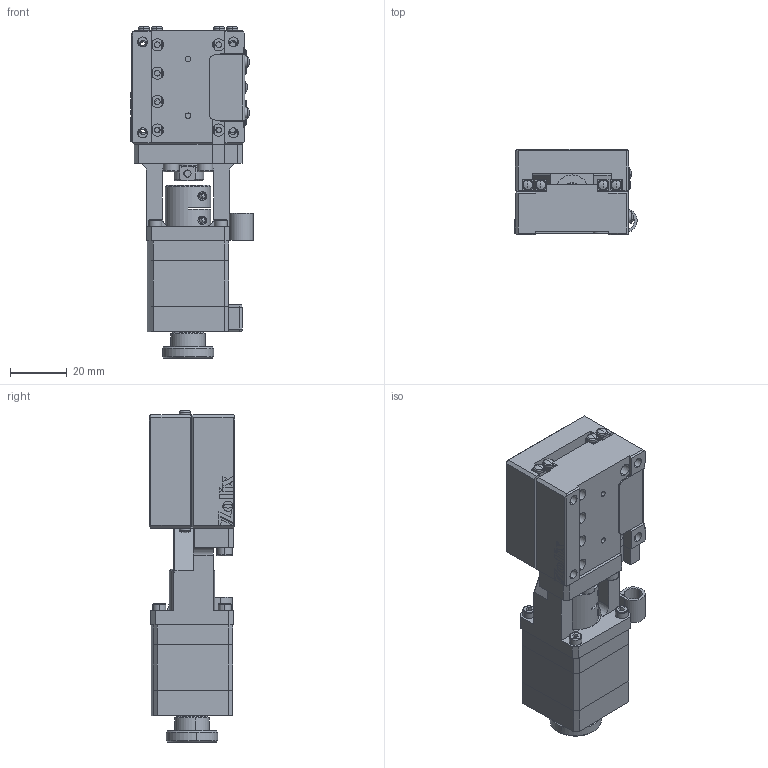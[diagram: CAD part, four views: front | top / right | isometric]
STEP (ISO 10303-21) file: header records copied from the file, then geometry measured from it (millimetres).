
FILE_DESCRIPTION (( 'STEP AP203' ), '1' );
FILE_NAME ('CXP15-40.step', '2019-05-06T06:22:46', ( '' ), ( '' ), 'SwSTEP 2.0', 'SolidWorks 2017', '' );
FILE_SCHEMA (( 'CONFIG_CONTROL_DESIGN' ));
Length unit declared in the file: millimetre
Products named in the file (1): CXP15-40
Bounding box: 43 x 30 x 116.8 mm (x, y, z)
Surface area: 31554.4 mm2 (no closed solid volume)
Topology: 0 solids, 74 shells, 894 faces, 2939 edges, 2002 vertices
Faces by surface type: plane 541, cylinder 206, cone 73, bspline 36, torus 32, sphere 6
Entity records: 32560 total; most frequent: CARTESIAN_POINT 7285, DIRECTION 5317, ORIENTED_EDGE 4666, EDGE_CURVE 2885, VERTEX_POINT 2000, LINE 1869, VECTOR 1869, AXIS2_PLACEMENT_3D 1724
